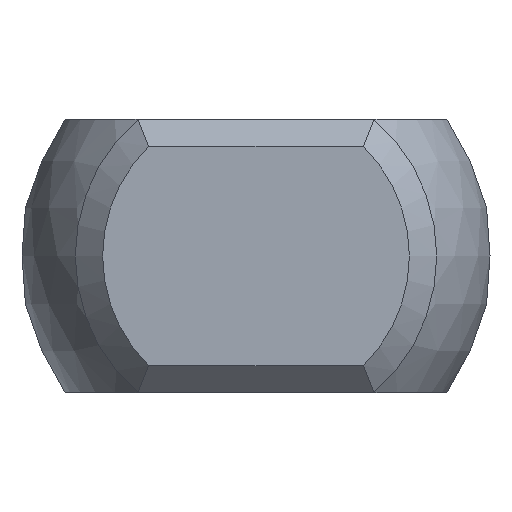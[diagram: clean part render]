
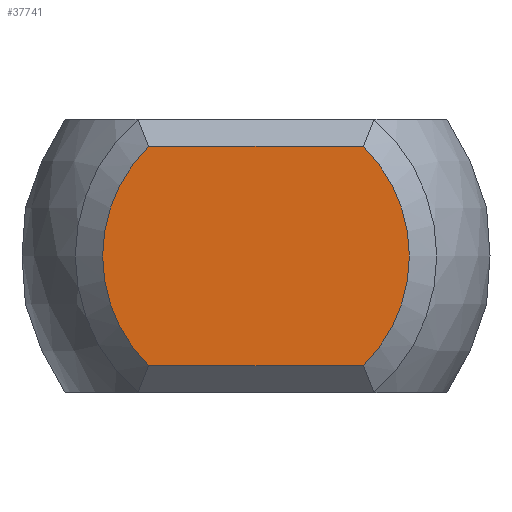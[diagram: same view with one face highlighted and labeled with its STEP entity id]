
A CAD part, left-side view. The second image highlights one B-rep face of the part: STEP entity #37741.
In plain terms, the highlighted planar face has unit normal (-1, 0, 0).
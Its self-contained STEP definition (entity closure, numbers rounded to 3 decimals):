
#36122 = PLANE('',#36123);
#36123 = AXIS2_PLACEMENT_3D('',#36124,#36125,#36126);
#36124 = CARTESIAN_POINT('',(-24.75,3.125,2.25));
#36125 = DIRECTION('',(-0.707,0.,0.707));
#36126 = DIRECTION('',(0.707,0.,0.707));
#37385 = EDGE_CURVE('',#37386,#37388,#37390,.T.);
#37386 = VERTEX_POINT('',#37387);
#37387 = CARTESIAN_POINT('',(-25.,-1.96,-2.));
#37388 = VERTEX_POINT('',#37389);
#37389 = CARTESIAN_POINT('',(-25.,1.96,-2.));
#37390 = SURFACE_CURVE('',#37391,(#37395,#37407),.PCURVE_S1.);
#37391 = LINE('',#37392,#37393);
#37392 = CARTESIAN_POINT('',(-25.,-3.125,-2.));
#37393 = VECTOR('',#37394,1.);
#37394 = DIRECTION('',(0.,1.,0.));
#37395 = PCURVE('',#37396,#37401);
#37396 = PLANE('',#37397);
#37397 = AXIS2_PLACEMENT_3D('',#37398,#37399,#37400);
#37398 = CARTESIAN_POINT('',(-24.75,-3.125,-2.25));
#37399 = DIRECTION('',(-0.707,0.,
    -0.707));
#37400 = DIRECTION('',(-0.707,0.,0.707));
#37401 = DEFINITIONAL_REPRESENTATION('',(#37402),#37406);
#37402 = LINE('',#37403,#37404);
#37403 = CARTESIAN_POINT('',(0.354,0.));
#37404 = VECTOR('',#37405,1.);
#37405 = DIRECTION('',(0.,1.));
#37406 = ( GEOMETRIC_REPRESENTATION_CONTEXT(2) 
PARAMETRIC_REPRESENTATION_CONTEXT() REPRESENTATION_CONTEXT('2D SPACE',''
  ) );
#37407 = PCURVE('',#37408,#37413);
#37408 = PLANE('',#37409);
#37409 = AXIS2_PLACEMENT_3D('',#37410,#37411,#37412);
#37410 = CARTESIAN_POINT('',(-25.,0.,0.));
#37411 = DIRECTION('',(1.,0.,0.));
#37412 = DIRECTION('',(0.,0.,-1.));
#37413 = DEFINITIONAL_REPRESENTATION('',(#37414),#37418);
#37414 = LINE('',#37415,#37416);
#37415 = CARTESIAN_POINT('',(2.,-3.125));
#37416 = VECTOR('',#37417,1.);
#37417 = DIRECTION('',(0.,1.));
#37418 = ( GEOMETRIC_REPRESENTATION_CONTEXT(2) 
PARAMETRIC_REPRESENTATION_CONTEXT() REPRESENTATION_CONTEXT('2D SPACE',''
  ) );
#37438 = CONICAL_SURFACE('',#37439,3.05,0.785);
#37439 = AXIS2_PLACEMENT_3D('',#37440,#37441,#37442);
#37440 = CARTESIAN_POINT('',(-24.75,0.,0.));
#37441 = DIRECTION('',(1.,0.,0.));
#37442 = DIRECTION('',(-0.,1.,0.));
#37488 = CONICAL_SURFACE('',#37489,3.05,0.785);
#37489 = AXIS2_PLACEMENT_3D('',#37490,#37491,#37492);
#37490 = CARTESIAN_POINT('',(-24.75,0.,0.));
#37491 = DIRECTION('',(1.,0.,0.));
#37492 = DIRECTION('',(0.,-1.,0.));
#37502 = EDGE_CURVE('',#37503,#37505,#37507,.T.);
#37503 = VERTEX_POINT('',#37504);
#37504 = CARTESIAN_POINT('',(-25.,1.96,2.));
#37505 = VERTEX_POINT('',#37506);
#37506 = CARTESIAN_POINT('',(-25.,-1.96,2.));
#37507 = SURFACE_CURVE('',#37508,(#37512,#37519),.PCURVE_S1.);
#37508 = LINE('',#37509,#37510);
#37509 = CARTESIAN_POINT('',(-25.,3.125,2.));
#37510 = VECTOR('',#37511,1.);
#37511 = DIRECTION('',(0.,-1.,0.));
#37512 = PCURVE('',#36122,#37513);
#37513 = DEFINITIONAL_REPRESENTATION('',(#37514),#37518);
#37514 = LINE('',#37515,#37516);
#37515 = CARTESIAN_POINT('',(-0.354,0.));
#37516 = VECTOR('',#37517,1.);
#37517 = DIRECTION('',(0.,-1.));
#37518 = ( GEOMETRIC_REPRESENTATION_CONTEXT(2) 
PARAMETRIC_REPRESENTATION_CONTEXT() REPRESENTATION_CONTEXT('2D SPACE',''
  ) );
#37519 = PCURVE('',#37408,#37520);
#37520 = DEFINITIONAL_REPRESENTATION('',(#37521),#37525);
#37521 = LINE('',#37522,#37523);
#37522 = CARTESIAN_POINT('',(-2.,3.125));
#37523 = VECTOR('',#37524,1.);
#37524 = DIRECTION('',(0.,-1.));
#37525 = ( GEOMETRIC_REPRESENTATION_CONTEXT(2) 
PARAMETRIC_REPRESENTATION_CONTEXT() REPRESENTATION_CONTEXT('2D SPACE',''
  ) );
#37598 = EDGE_CURVE('',#37505,#37386,#37599,.T.);
#37599 = SURFACE_CURVE('',#37600,(#37605,#37612),.PCURVE_S1.);
#37600 = CIRCLE('',#37601,2.8);
#37601 = AXIS2_PLACEMENT_3D('',#37602,#37603,#37604);
#37602 = CARTESIAN_POINT('',(-25.,0.,0.));
#37603 = DIRECTION('',(1.,0.,0.));
#37604 = DIRECTION('',(0.,-1.,0.));
#37605 = PCURVE('',#37488,#37606);
#37606 = DEFINITIONAL_REPRESENTATION('',(#37607),#37611);
#37607 = LINE('',#37608,#37609);
#37608 = CARTESIAN_POINT('',(-6.283,-0.25));
#37609 = VECTOR('',#37610,1.);
#37610 = DIRECTION('',(1.,0.));
#37611 = ( GEOMETRIC_REPRESENTATION_CONTEXT(2) 
PARAMETRIC_REPRESENTATION_CONTEXT() REPRESENTATION_CONTEXT('2D SPACE',''
  ) );
#37612 = PCURVE('',#37408,#37613);
#37613 = DEFINITIONAL_REPRESENTATION('',(#37614),#37618);
#37614 = CIRCLE('',#37615,2.8);
#37615 = AXIS2_PLACEMENT_2D('',#37616,#37617);
#37616 = CARTESIAN_POINT('',(0.,0.));
#37617 = DIRECTION('',(0.,-1.));
#37618 = ( GEOMETRIC_REPRESENTATION_CONTEXT(2) 
PARAMETRIC_REPRESENTATION_CONTEXT() REPRESENTATION_CONTEXT('2D SPACE',''
  ) );
#37624 = EDGE_CURVE('',#37388,#37503,#37625,.T.);
#37625 = SURFACE_CURVE('',#37626,(#37631,#37638),.PCURVE_S1.);
#37626 = CIRCLE('',#37627,2.8);
#37627 = AXIS2_PLACEMENT_3D('',#37628,#37629,#37630);
#37628 = CARTESIAN_POINT('',(-25.,0.,0.));
#37629 = DIRECTION('',(1.,0.,0.));
#37630 = DIRECTION('',(-0.,1.,0.));
#37631 = PCURVE('',#37438,#37632);
#37632 = DEFINITIONAL_REPRESENTATION('',(#37633),#37637);
#37633 = LINE('',#37634,#37635);
#37634 = CARTESIAN_POINT('',(0.,-0.25));
#37635 = VECTOR('',#37636,1.);
#37636 = DIRECTION('',(1.,0.));
#37637 = ( GEOMETRIC_REPRESENTATION_CONTEXT(2) 
PARAMETRIC_REPRESENTATION_CONTEXT() REPRESENTATION_CONTEXT('2D SPACE',''
  ) );
#37638 = PCURVE('',#37408,#37639);
#37639 = DEFINITIONAL_REPRESENTATION('',(#37640),#37644);
#37640 = CIRCLE('',#37641,2.8);
#37641 = AXIS2_PLACEMENT_2D('',#37642,#37643);
#37642 = CARTESIAN_POINT('',(0.,0.));
#37643 = DIRECTION('',(0.,1.));
#37644 = ( GEOMETRIC_REPRESENTATION_CONTEXT(2) 
PARAMETRIC_REPRESENTATION_CONTEXT() REPRESENTATION_CONTEXT('2D SPACE',''
  ) );
#37741 = ADVANCED_FACE('',(#37742),#37408,.F.);
#37742 = FACE_BOUND('',#37743,.T.);
#37743 = EDGE_LOOP('',(#37744,#37745,#37746,#37747));
#37744 = ORIENTED_EDGE('',*,*,#37502,.F.);
#37745 = ORIENTED_EDGE('',*,*,#37624,.F.);
#37746 = ORIENTED_EDGE('',*,*,#37385,.F.);
#37747 = ORIENTED_EDGE('',*,*,#37598,.F.);
